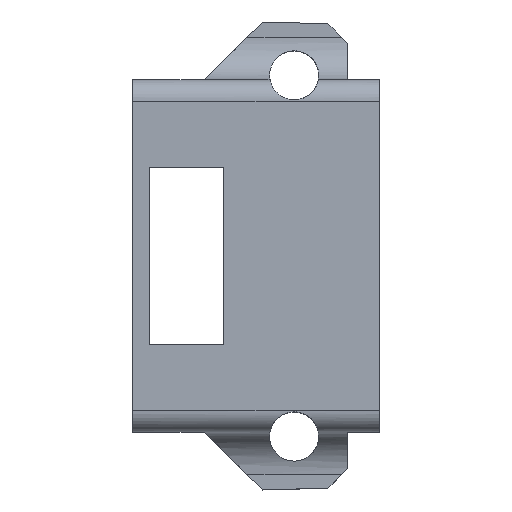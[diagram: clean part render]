
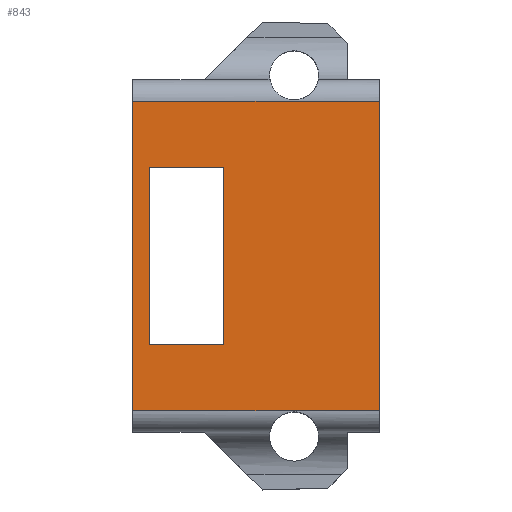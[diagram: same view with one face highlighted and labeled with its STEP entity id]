
A CAD part, top view. The second image highlights one B-rep face of the part: STEP entity #843.
In plain terms, the highlighted planar face has unit normal (0, 0, 1).
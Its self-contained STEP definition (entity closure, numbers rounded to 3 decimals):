
#1 = CARTESIAN_POINT ( 'NONE',  ( 0., -5.512, 6. ) ) ;
#24 = DIRECTION ( 'NONE',  ( 0., -1., 0. ) ) ;
#28 = VECTOR ( 'NONE', #1114, 1000. ) ;
#38 = CARTESIAN_POINT ( 'NONE',  ( -45.617, 0., 6. ) ) ;
#56 = VERTEX_POINT ( 'NONE', #965 ) ;
#69 = LINE ( 'NONE', #1141, #1093 ) ;
#75 = CARTESIAN_POINT ( 'NONE',  ( -41.342, -13.812, 6. ) ) ;
#95 = ORIENTED_EDGE ( 'NONE', *, *, #275, .T. ) ;
#108 = DIRECTION ( 'NONE',  ( -1., 0., 0. ) ) ;
#118 = VERTEX_POINT ( 'NONE', #530 ) ;
#217 = VECTOR ( 'NONE', #662, 1000. ) ;
#223 = VECTOR ( 'NONE', #1142, 1000. ) ;
#247 = DIRECTION ( 'NONE',  ( 0., -1., 0. ) ) ;
#275 = EDGE_CURVE ( 'NONE', #118, #282, #621, .T. ) ;
#282 = VERTEX_POINT ( 'NONE', #528 ) ;
#301 = VECTOR ( 'NONE', #247, 1000. ) ;
#351 = CARTESIAN_POINT ( 'NONE',  ( -44.842, -13.812, 6. ) ) ;
#352 = CARTESIAN_POINT ( 'NONE',  ( -34.042, -16.912, 6. ) ) ;
#359 = ORIENTED_EDGE ( 'NONE', *, *, #724, .F. ) ;
#369 = PLANE ( 'NONE',  #747 ) ;
#416 = ORIENTED_EDGE ( 'NONE', *, *, #1009, .T. ) ;
#470 = LINE ( 'NONE', #1, #1123 ) ;
#520 = EDGE_CURVE ( 'NONE', #118, #1299, #1323, .T. ) ;
#528 = CARTESIAN_POINT ( 'NONE',  ( -45.617, -2.412, 6. ) ) ;
#530 = CARTESIAN_POINT ( 'NONE',  ( -34.042, -2.412, 6. ) ) ;
#535 = LINE ( 'NONE', #780, #28 ) ;
#611 = EDGE_CURVE ( 'NONE', #1369, #282, #656, .T. ) ;
#621 = LINE ( 'NONE', #1319, #931 ) ;
#633 = LINE ( 'NONE', #1335, #1115 ) ;
#640 = VERTEX_POINT ( 'NONE', #351 ) ;
#656 = LINE ( 'NONE', #38, #217 ) ;
#658 = FACE_BOUND ( 'NONE', #741, .T. ) ;
#662 = DIRECTION ( 'NONE',  ( 0., 1., 0. ) ) ;
#724 = EDGE_CURVE ( 'NONE', #640, #998, #1087, .T. ) ;
#741 = EDGE_LOOP ( 'NONE', ( #1164, #871, #359, #416 ) ) ;
#747 = AXIS2_PLACEMENT_3D ( 'NONE', #1202, #1079, #24 ) ;
#780 = CARTESIAN_POINT ( 'NONE',  ( -39.173, -16.912, 6. ) ) ;
#786 = CARTESIAN_POINT ( 'NONE',  ( -45.617, -16.912, 6. ) ) ;
#806 = EDGE_CURVE ( 'NONE', #1369, #1299, #535, .T. ) ;
#819 = VERTEX_POINT ( 'NONE', #1215 ) ;
#843 = ADVANCED_FACE ( 'NONE', ( #1002, #658 ), #369, .T. ) ;
#871 = ORIENTED_EDGE ( 'NONE', *, *, #1220, .T. ) ;
#931 = VECTOR ( 'NONE', #108, 1000. ) ;
#965 = CARTESIAN_POINT ( 'NONE',  ( -41.342, -5.512, 6. ) ) ;
#993 = DIRECTION ( 'NONE',  ( 0., -1., 0. ) ) ;
#998 = VERTEX_POINT ( 'NONE', #75 ) ;
#1002 = FACE_OUTER_BOUND ( 'NONE', #1390, .T. ) ;
#1009 = EDGE_CURVE ( 'NONE', #640, #819, #69, .T. ) ;
#1055 = EDGE_CURVE ( 'NONE', #819, #56, #470, .T. ) ;
#1079 = DIRECTION ( 'NONE',  ( 0., 0., 1. ) ) ;
#1087 = LINE ( 'NONE', #1205, #223 ) ;
#1093 = VECTOR ( 'NONE', #1359, 1000. ) ;
#1111 = ORIENTED_EDGE ( 'NONE', *, *, #806, .T. ) ;
#1114 = DIRECTION ( 'NONE',  ( 1., 0., 0. ) ) ;
#1115 = VECTOR ( 'NONE', #993, 1000. ) ;
#1123 = VECTOR ( 'NONE', #1291, 1000. ) ;
#1141 = CARTESIAN_POINT ( 'NONE',  ( -44.842, 0., 6. ) ) ;
#1142 = DIRECTION ( 'NONE',  ( 1., 0., 0. ) ) ;
#1164 = ORIENTED_EDGE ( 'NONE', *, *, #1055, .T. ) ;
#1180 = ORIENTED_EDGE ( 'NONE', *, *, #520, .F. ) ;
#1202 = CARTESIAN_POINT ( 'NONE',  ( -16.485, 0., 6. ) ) ;
#1205 = CARTESIAN_POINT ( 'NONE',  ( 0., -13.812, 6. ) ) ;
#1208 = CARTESIAN_POINT ( 'NONE',  ( -34.042, 0., 6. ) ) ;
#1215 = CARTESIAN_POINT ( 'NONE',  ( -44.842, -5.512, 6. ) ) ;
#1220 = EDGE_CURVE ( 'NONE', #56, #998, #633, .T. ) ;
#1291 = DIRECTION ( 'NONE',  ( 1., 0., 0. ) ) ;
#1299 = VERTEX_POINT ( 'NONE', #352 ) ;
#1319 = CARTESIAN_POINT ( 'NONE',  ( -45.617, -2.412, 6. ) ) ;
#1323 = LINE ( 'NONE', #1208, #301 ) ;
#1335 = CARTESIAN_POINT ( 'NONE',  ( -41.342, 0., 6. ) ) ;
#1359 = DIRECTION ( 'NONE',  ( 0., 1., 0. ) ) ;
#1369 = VERTEX_POINT ( 'NONE', #786 ) ;
#1384 = ORIENTED_EDGE ( 'NONE', *, *, #611, .F. ) ;
#1390 = EDGE_LOOP ( 'NONE', ( #1111, #1180, #95, #1384 ) ) ;
